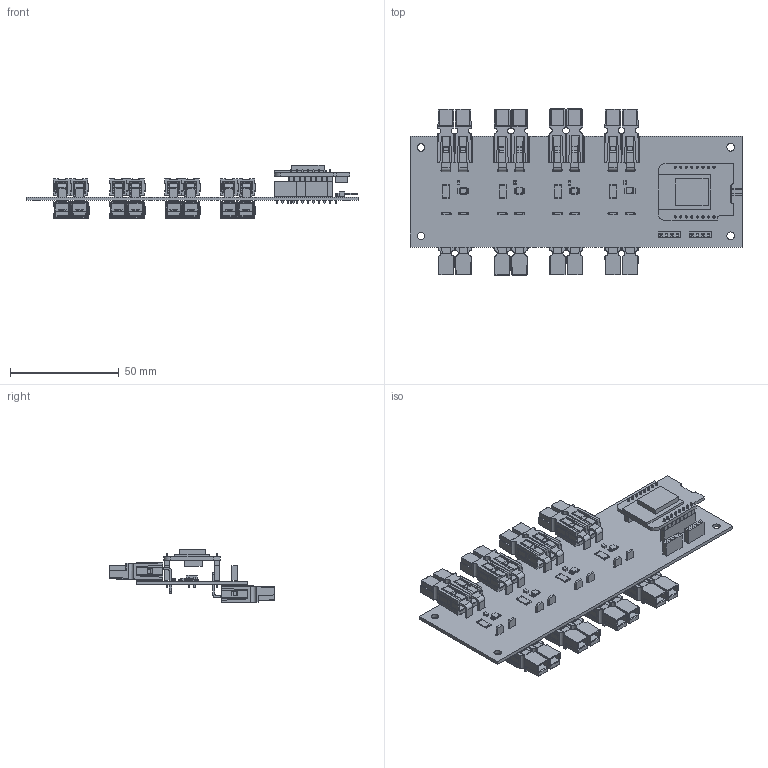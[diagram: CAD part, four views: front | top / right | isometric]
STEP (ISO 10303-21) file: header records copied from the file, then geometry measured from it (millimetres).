
FILE_DESCRIPTION(('KiCad electronic assembly'),'2;1');
FILE_NAME('4-Kanal_Power_Meter.step','2025-07-02T16:01:49',('Pcbnew'),( 'Kicad'),'Open CASCADE STEP processor 7.8','KiCad to STEP converter' ,'Unknown');
FILE_SCHEMA(('AUTOMOTIVE_DESIGN { 1 0 10303 214 1 1 1 1 }'));
Length unit declared in the file: millimetre
Products named in the file (22): 4-Kanal_Power_Meter 1; ASMPR45-1X2-RK; C_0805_2012Metric; PinHeader_1x02_P2.54mm_Horizontal; PinHeader_1x02_P254mm_Horizontal; VSSOP-10_3x3mm_P0.5mm; VSSOP_10_3x3mm_P05mm; R_2512_6332Metric; wemos_d1_mini_light; PinHeader_1x08_P2.54mm_Vertical; PinHeader_1x08_P254mm_Vertical; PinSocket_1x08_P2.54mm_Vertical; PinSocket_1x08_P254mm_Vertical; R_0805_2012Metric; PinSocket_1x04_P2.54mm_Vertical; PinSocket_1x04_P254mm_Vertical; 4-Kanal_Power_Meter_PCB
Assembly tree (43 placements, depth 3):
  4-Kanal_Power_Meter 1
    ASMPR45-1X2-RK  x8
      ASMPR45-1X2-RK
    C_0805_2012Metric  x6
      C_0805_2012Metric
    PinHeader_1x02_P2.54mm_Horizontal
      PinHeader_1x02_P254mm_Horizontal
    VSSOP-10_3x3mm_P0.5mm  x4
      VSSOP_10_3x3mm_P05mm
    R_2512_6332Metric  x4
      R_2512_6332Metric
    wemos_d1_mini_light
      wemos_d1_mini_light
    PinHeader_1x08_P2.54mm_Vertical  x2
      PinHeader_1x08_P254mm_Vertical
    PinSocket_1x08_P2.54mm_Vertical  x2
      PinSocket_1x08_P254mm_Vertical
    R_0805_2012Metric  x2
      R_0805_2012Metric
    PinSocket_1x04_P2.54mm_Vertical  x2
      PinSocket_1x04_P254mm_Vertical
    4-Kanal_Power_Meter_PCB
Bounding box: 152.4 x 76.19 x 24.7 mm (x, y, z)
Volume: 31841.2 mm3; surface area: 46763.1 mm2
Topology: 73 solids, 73 shells, 5683 faces, 14592 edges, 9164 vertices
Faces by surface type: plane 4154, cylinder 1217, bspline 312
Full cylindrical faces by diameter (mm): 0.25 x4, 1 x42, 3.5 x4
Entity records: 51764 total; most frequent: CARTESIAN_POINT 8810, ORIENTED_EDGE 7534, DIRECTION 6995, EDGE_CURVE 3767, LINE 3193, VECTOR 3193, VERTEX_POINT 2400, AXIS2_PLACEMENT_3D 1901
